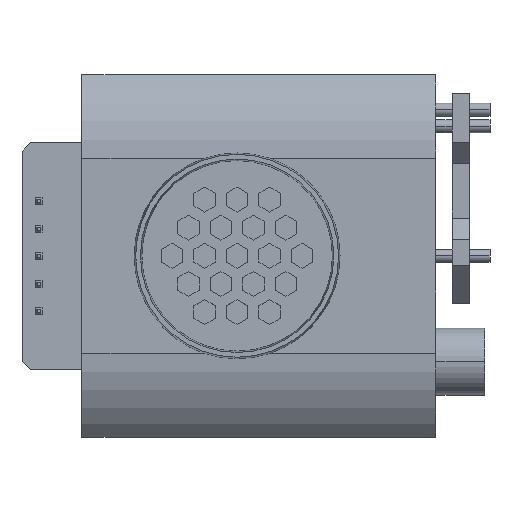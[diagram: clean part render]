
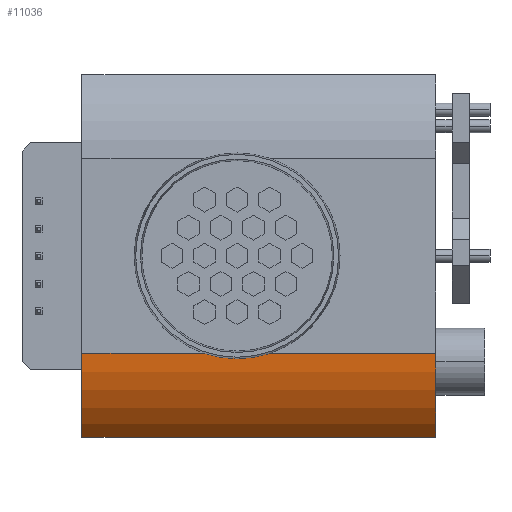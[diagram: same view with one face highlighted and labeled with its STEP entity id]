
A CAD part, top view. The second image highlights one B-rep face of the part: STEP entity #11036.
In plain terms, the highlighted cylindrical face has radius 10.41 mm (diameter 20.819 mm), a partial arc.
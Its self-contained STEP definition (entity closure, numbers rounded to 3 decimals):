
#155 = DIRECTION ( 'NONE',  ( 1., 0., 0. ) ) ;
#371 = CIRCLE ( 'NONE', #15685, 10.41 ) ;
#626 = VECTOR ( 'NONE', #19279, 1000. ) ;
#948 = CYLINDRICAL_SURFACE ( 'NONE', #14537, 10.41 ) ;
#1033 = EDGE_LOOP ( 'NONE', ( #3104, #9716, #11022, #12982, #13638, #15806 ) ) ;
#1434 = EDGE_CURVE ( 'NONE', #7307, #5316, #8997, .T. ) ;
#1473 = FACE_OUTER_BOUND ( 'NONE', #1033, .T. ) ;
#1517 = DIRECTION ( 'NONE',  ( 1., 0., 0. ) ) ;
#1818 = CARTESIAN_POINT ( 'NONE',  ( 6.131, -9., 21.46 ) ) ;
#1946 = CARTESIAN_POINT ( 'NONE',  ( -11.24, -16.75, 18. ) ) ;
#2136 = VERTEX_POINT ( 'NONE', #8299 ) ;
#2442 = DIRECTION ( 'NONE',  ( 1., 0., 0. ) ) ;
#2658 = DIRECTION ( 'NONE',  ( 0., 0., -1. ) ) ;
#2825 = EDGE_CURVE ( 'NONE', #7307, #4379, #10345, .T. ) ;
#3104 = ORIENTED_EDGE ( 'NONE', *, *, #4087, .T. ) ;
#4087 = EDGE_CURVE ( 'NONE', #5316, #2136, #14454, .T. ) ;
#4379 = VERTEX_POINT ( 'NONE', #10763 ) ;
#5179 = VERTEX_POINT ( 'NONE', #1818 ) ;
#5316 = VERTEX_POINT ( 'NONE', #12927 ) ;
#5547 = VERTEX_POINT ( 'NONE', #5703 ) ;
#5703 = CARTESIAN_POINT ( 'NONE',  ( 21.44, -9., 21.46 ) ) ;
#6425 = DIRECTION ( 'NONE',  ( 0., 0., -1. ) ) ;
#6479 = DIRECTION ( 'NONE',  ( 0., 0., -1. ) ) ;
#6545 = CARTESIAN_POINT ( 'NONE',  ( 21.44, -9., 11.05 ) ) ;
#6575 = DIRECTION ( 'NONE',  ( 1., 0., 0. ) ) ;
#7102 = CARTESIAN_POINT ( 'NONE',  ( -11.24, -9., 21.46 ) ) ;
#7122 = EDGE_CURVE ( 'NONE', #5547, #2136, #371, .T. ) ;
#7307 = VERTEX_POINT ( 'NONE', #7102 ) ;
#8174 = VECTOR ( 'NONE', #13132, 1000. ) ;
#8299 = CARTESIAN_POINT ( 'NONE',  ( 21.44, -16.75, 18. ) ) ;
#8539 = LINE ( 'NONE', #9308, #15071 ) ;
#8997 = CIRCLE ( 'NONE', #16680, 10.41 ) ;
#9308 = CARTESIAN_POINT ( 'NONE',  ( -11.24, -9., 21.46 ) ) ;
#9716 = ORIENTED_EDGE ( 'NONE', *, *, #7122, .F. ) ;
#10345 = LINE ( 'NONE', #11179, #626 ) ;
#10763 = CARTESIAN_POINT ( 'NONE',  ( 0.049, -9., 21.46 ) ) ;
#11022 = ORIENTED_EDGE ( 'NONE', *, *, #16434, .F. ) ;
#11036 = ADVANCED_FACE ( 'NONE', ( #1473 ), #948, .T. ) ;
#11179 = CARTESIAN_POINT ( 'NONE',  ( -11.24, -9., 21.46 ) ) ;
#11801 = VECTOR ( 'NONE', #6575, 1000. ) ;
#12549 = LINE ( 'NONE', #12960, #11801 ) ;
#12731 = DIRECTION ( 'NONE',  ( 1., 0., 0. ) ) ;
#12927 = CARTESIAN_POINT ( 'NONE',  ( -11.24, -16.75, 18. ) ) ;
#12960 = CARTESIAN_POINT ( 'NONE',  ( -11.24, -9., 21.46 ) ) ;
#12982 = ORIENTED_EDGE ( 'NONE', *, *, #16574, .F. ) ;
#13132 = DIRECTION ( 'NONE',  ( 1., 0., 0. ) ) ;
#13638 = ORIENTED_EDGE ( 'NONE', *, *, #2825, .F. ) ;
#14454 = LINE ( 'NONE', #1946, #8174 ) ;
#14537 = AXIS2_PLACEMENT_3D ( 'NONE', #16057, #12731, #6425 ) ;
#15071 = VECTOR ( 'NONE', #1517, 1000. ) ;
#15685 = AXIS2_PLACEMENT_3D ( 'NONE', #6545, #155, #6479 ) ;
#15806 = ORIENTED_EDGE ( 'NONE', *, *, #1434, .T. ) ;
#16057 = CARTESIAN_POINT ( 'NONE',  ( -11.24, -9., 11.05 ) ) ;
#16434 = EDGE_CURVE ( 'NONE', #5179, #5547, #8539, .T. ) ;
#16574 = EDGE_CURVE ( 'NONE', #4379, #5179, #12549, .T. ) ;
#16680 = AXIS2_PLACEMENT_3D ( 'NONE', #17007, #2442, #2658 ) ;
#17007 = CARTESIAN_POINT ( 'NONE',  ( -11.24, -9., 11.05 ) ) ;
#19279 = DIRECTION ( 'NONE',  ( 1., 0., 0. ) ) ;
